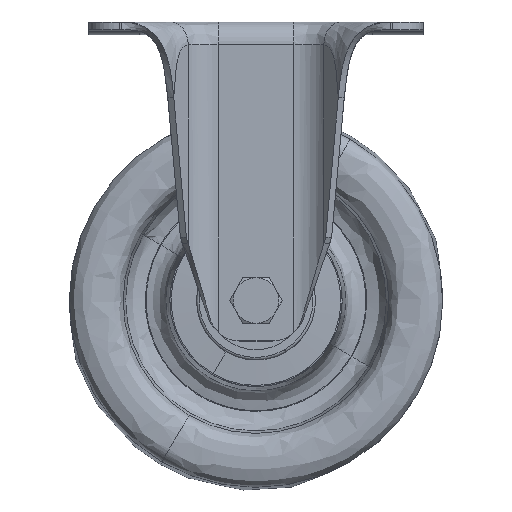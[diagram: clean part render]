
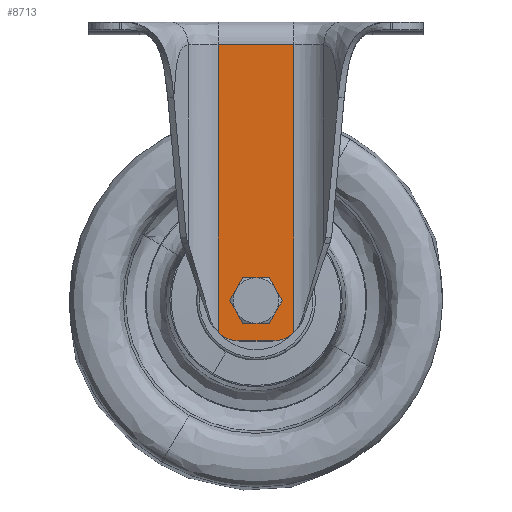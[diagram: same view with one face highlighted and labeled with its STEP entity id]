
A CAD part, top view. The second image highlights one B-rep face of the part: STEP entity #8713.
In plain terms, the highlighted planar face has unit normal (0, 0, 1).
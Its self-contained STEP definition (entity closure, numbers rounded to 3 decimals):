
#715 = EDGE_LOOP ( 'NONE', ( #18728, #4140, #30547, #25374, #28125, #12035 ) ) ;
#1070 = AXIS2_PLACEMENT_3D ( 'NONE', #31170, #28482, #8183 ) ;
#1183 = CARTESIAN_POINT ( 'NONE',  ( -6.5, -126., 34. ) ) ;
#2351 = EDGE_CURVE ( 'NONE', #21816, #36819, #14543, .T. ) ;
#2842 = VERTEX_POINT ( 'NONE', #1183 ) ;
#4140 = ORIENTED_EDGE ( 'NONE', *, *, #24710, .F. ) ;
#4209 = LINE ( 'NONE', #15904, #18834 ) ;
#4410 = CARTESIAN_POINT ( 'NONE',  ( 15., 0., 34. ) ) ;
#4474 = EDGE_CURVE ( 'NONE', #11542, #27590, #7688, .T. ) ;
#4799 = CIRCLE ( 'NONE', #26213, 6.05 ) ;
#5304 = EDGE_CURVE ( 'NONE', #36819, #2842, #4209, .T. ) ;
#6569 = FACE_OUTER_BOUND ( 'NONE', #715, .T. ) ;
#7347 = CARTESIAN_POINT ( 'NONE',  ( -6.5, -114., 34. ) ) ;
#7374 = AXIS2_PLACEMENT_3D ( 'NONE', #9832, #20950, #21688 ) ;
#7688 = LINE ( 'NONE', #7885, #36500 ) ;
#7885 = CARTESIAN_POINT ( 'NONE',  ( 74.112, -9., 34. ) ) ;
#8183 = DIRECTION ( 'NONE',  ( 0., -1., 0. ) ) ;
#8526 = DIRECTION ( 'NONE',  ( -1., 0., 0. ) ) ;
#8713 = ADVANCED_FACE ( 'NONE', ( #12503, #6569 ), #35704, .F. ) ;
#9832 = CARTESIAN_POINT ( 'NONE',  ( 15., 0., 34. ) ) ;
#9859 = VECTOR ( 'NONE', #23023, 1000. ) ;
#11195 = LINE ( 'NONE', #11378, #9859 ) ;
#11378 = CARTESIAN_POINT ( 'NONE',  ( -15., 0., 34. ) ) ;
#11486 = ORIENTED_EDGE ( 'NONE', *, *, #22715, .F. ) ;
#11542 = VERTEX_POINT ( 'NONE', #30232 ) ;
#11841 = CARTESIAN_POINT ( 'NONE',  ( 6.5, -126., 34. ) ) ;
#11902 = CARTESIAN_POINT ( 'NONE',  ( -15., -122.471, 34. ) ) ;
#12035 = ORIENTED_EDGE ( 'NONE', *, *, #4474, .F. ) ;
#12402 = DIRECTION ( 'NONE',  ( 0., 0., 1. ) ) ;
#12503 = FACE_BOUND ( 'NONE', #17362, .T. ) ;
#13083 = CARTESIAN_POINT ( 'NONE',  ( -6.05, -110., 34. ) ) ;
#13486 = DIRECTION ( 'NONE',  ( -1., 0., 0. ) ) ;
#14243 = EDGE_CURVE ( 'NONE', #21816, #27590, #27596, .T. ) ;
#14543 = CIRCLE ( 'NONE', #1070, 12. ) ;
#15904 = CARTESIAN_POINT ( 'NONE',  ( 15., -126., 34. ) ) ;
#16525 = EDGE_CURVE ( 'NONE', #21398, #27611, #29395, .T. ) ;
#17362 = EDGE_LOOP ( 'NONE', ( #11486, #33832 ) ) ;
#18728 = ORIENTED_EDGE ( 'NONE', *, *, #36372, .F. ) ;
#18811 = DIRECTION ( 'NONE',  ( -1., 0., 0. ) ) ;
#18834 = VECTOR ( 'NONE', #18811, 1000. ) ;
#19066 = DIRECTION ( 'NONE',  ( 0., 0., -1. ) ) ;
#20950 = DIRECTION ( 'NONE',  ( 0., 0., -1. ) ) ;
#21398 = VERTEX_POINT ( 'NONE', #28377 ) ;
#21688 = DIRECTION ( 'NONE',  ( -1., 0., 0. ) ) ;
#21816 = VERTEX_POINT ( 'NONE', #28519 ) ;
#22668 = AXIS2_PLACEMENT_3D ( 'NONE', #23884, #12402, #13486 ) ;
#22715 = EDGE_CURVE ( 'NONE', #27611, #21398, #4799, .T. ) ;
#22876 = CARTESIAN_POINT ( 'NONE',  ( 0., -110., 34. ) ) ;
#23023 = DIRECTION ( 'NONE',  ( 0., 1., 0. ) ) ;
#23884 = CARTESIAN_POINT ( 'NONE',  ( 0., -110., 34. ) ) ;
#24013 = CARTESIAN_POINT ( 'NONE',  ( 15., -9., 34. ) ) ;
#24710 = EDGE_CURVE ( 'NONE', #2842, #25867, #33546, .T. ) ;
#25374 = ORIENTED_EDGE ( 'NONE', *, *, #2351, .F. ) ;
#25867 = VERTEX_POINT ( 'NONE', #11902 ) ;
#26213 = AXIS2_PLACEMENT_3D ( 'NONE', #22876, #34765, #8526 ) ;
#27590 = VERTEX_POINT ( 'NONE', #24013 ) ;
#27596 = LINE ( 'NONE', #4410, #28611 ) ;
#27611 = VERTEX_POINT ( 'NONE', #13083 ) ;
#28125 = ORIENTED_EDGE ( 'NONE', *, *, #14243, .T. ) ;
#28377 = CARTESIAN_POINT ( 'NONE',  ( 6.05, -110., 34. ) ) ;
#28482 = DIRECTION ( 'NONE',  ( 0., 0., -1. ) ) ;
#28519 = CARTESIAN_POINT ( 'NONE',  ( 15., -122.471, 34. ) ) ;
#28611 = VECTOR ( 'NONE', #33333, 1000. ) ;
#29395 = CIRCLE ( 'NONE', #22668, 6.05 ) ;
#30232 = CARTESIAN_POINT ( 'NONE',  ( -15., -9., 34. ) ) ;
#30510 = AXIS2_PLACEMENT_3D ( 'NONE', #7347, #19066, #30742 ) ;
#30547 = ORIENTED_EDGE ( 'NONE', *, *, #5304, .F. ) ;
#30742 = DIRECTION ( 'NONE',  ( 0., -1., 0. ) ) ;
#31170 = CARTESIAN_POINT ( 'NONE',  ( 6.5, -114., 34. ) ) ;
#33333 = DIRECTION ( 'NONE',  ( 0., 1., 0. ) ) ;
#33546 = CIRCLE ( 'NONE', #30510, 12. ) ;
#33832 = ORIENTED_EDGE ( 'NONE', *, *, #16525, .F. ) ;
#34122 = DIRECTION ( 'NONE',  ( 1., 0., 0. ) ) ;
#34765 = DIRECTION ( 'NONE',  ( 0., 0., 1. ) ) ;
#35704 = PLANE ( 'NONE',  #7374 ) ;
#36372 = EDGE_CURVE ( 'NONE', #25867, #11542, #11195, .T. ) ;
#36500 = VECTOR ( 'NONE', #34122, 1000. ) ;
#36819 = VERTEX_POINT ( 'NONE', #11841 ) ;
